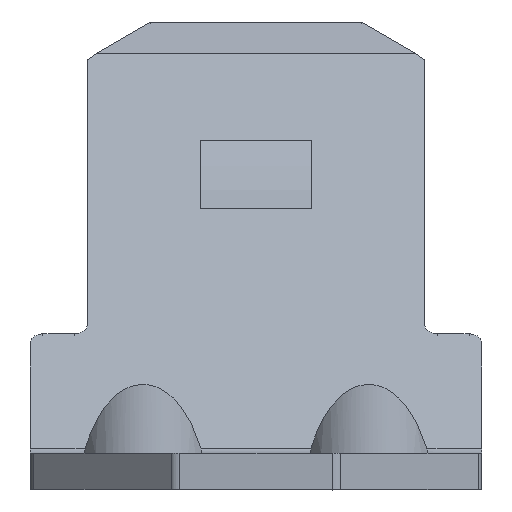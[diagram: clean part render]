
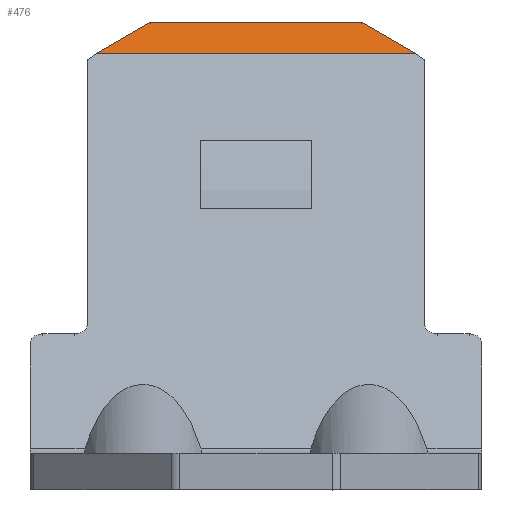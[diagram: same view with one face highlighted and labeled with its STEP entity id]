
A CAD part, top view. The second image highlights one B-rep face of the part: STEP entity #476.
In plain terms, the highlighted planar face has unit normal (0, 0.819, 0.574).
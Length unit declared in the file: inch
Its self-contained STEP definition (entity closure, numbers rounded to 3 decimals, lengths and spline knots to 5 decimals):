
#40 = DIRECTION ( 'NONE',  ( -1., 0., 0. ) ) ;
#49 = VECTOR ( 'NONE', #40, 39.37008 ) ;
#71 = DIRECTION ( 'NONE',  ( 0., 0.574, -0.819 ) ) ;
#87 = DIRECTION ( 'NONE',  ( 0., -0.819, -0.574 ) ) ;
#94 = LINE ( 'NONE', #895, #1341 ) ;
#97 = LINE ( 'NONE', #132, #49 ) ;
#130 = CARTESIAN_POINT ( 'NONE',  ( 0.0585, 0.2396, -0.40873 ) ) ;
#132 = CARTESIAN_POINT ( 'NONE',  ( 0.125, 0.22213, -0.38377 ) ) ;
#144 = ORIENTED_EDGE ( 'NONE', *, *, #1447, .T. ) ;
#149 = VERTEX_POINT ( 'NONE', #130 ) ;
#161 = EDGE_CURVE ( 'NONE', #823, #1460, #97, .T. ) ;
#165 = DIRECTION ( 'NONE',  ( -0.702, 0.409, -0.584 ) ) ;
#169 = PLANE ( 'NONE',  #1222 ) ;
#276 = CARTESIAN_POINT ( 'NONE',  ( -0.0585, 0.2396, -0.40873 ) ) ;
#310 = CARTESIAN_POINT ( 'NONE',  ( 0.125, 0.2396, -0.40873 ) ) ;
#345 = FACE_OUTER_BOUND ( 'NONE', #510, .T. ) ;
#476 = ADVANCED_FACE ( 'NONE', ( #345 ), #169, .F. ) ;
#510 = EDGE_LOOP ( 'NONE', ( #568, #1300, #1139, #144 ) ) ;
#568 = ORIENTED_EDGE ( 'NONE', *, *, #625, .T. ) ;
#583 = LINE ( 'NONE', #993, #1206 ) ;
#625 = EDGE_CURVE ( 'NONE', #149, #1350, #94, .T. ) ;
#687 = DIRECTION ( 'NONE',  ( -1., 0., 0. ) ) ;
#796 = DIRECTION ( 'NONE',  ( -0.702, -0.409, 0.584 ) ) ;
#802 = CARTESIAN_POINT ( 'NONE',  ( -0.05768, 0.24008, -0.40941 ) ) ;
#803 = VECTOR ( 'NONE', #796, 39.37008 ) ;
#807 = EDGE_CURVE ( 'NONE', #1350, #1460, #839, .T. ) ;
#823 = VERTEX_POINT ( 'NONE', #930 ) ;
#839 = LINE ( 'NONE', #802, #803 ) ;
#895 = CARTESIAN_POINT ( 'NONE',  ( 0.125, 0.2396, -0.40873 ) ) ;
#930 = CARTESIAN_POINT ( 'NONE',  ( 0.0885, 0.22213, -0.38377 ) ) ;
#993 = CARTESIAN_POINT ( 'NONE',  ( 0.07662, 0.22905, -0.39366 ) ) ;
#1139 = ORIENTED_EDGE ( 'NONE', *, *, #161, .F. ) ;
#1206 = VECTOR ( 'NONE', #165, 39.37008 ) ;
#1222 = AXIS2_PLACEMENT_3D ( 'NONE', #310, #87, #71 ) ;
#1300 = ORIENTED_EDGE ( 'NONE', *, *, #807, .T. ) ;
#1341 = VECTOR ( 'NONE', #687, 39.37008 ) ;
#1350 = VERTEX_POINT ( 'NONE', #276 ) ;
#1447 = EDGE_CURVE ( 'NONE', #823, #149, #583, .T. ) ;
#1460 = VERTEX_POINT ( 'NONE', #1486 ) ;
#1486 = CARTESIAN_POINT ( 'NONE',  ( -0.0885, 0.22213, -0.38377 ) ) ;
